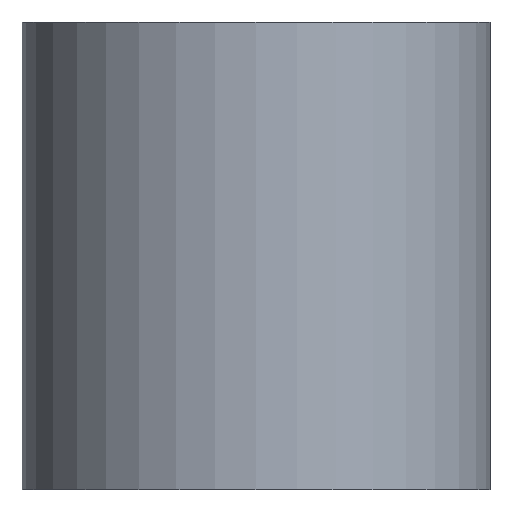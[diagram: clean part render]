
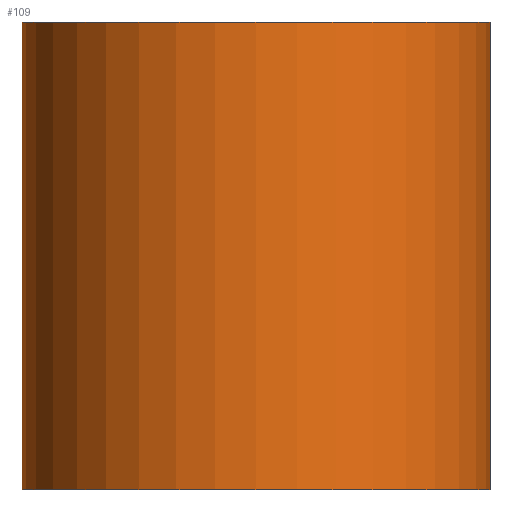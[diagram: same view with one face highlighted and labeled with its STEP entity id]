
A CAD part, front view. The second image highlights one B-rep face of the part: STEP entity #109.
In plain terms, the highlighted cylindrical face has radius 7.95 mm (diameter 15.9 mm), a partial arc.
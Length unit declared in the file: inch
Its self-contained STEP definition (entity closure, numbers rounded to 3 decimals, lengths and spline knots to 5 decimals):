
#7 = DIRECTION ( 'NONE',  ( 0., 0., -1. ) ) ;
#16 = CARTESIAN_POINT ( 'NONE',  ( 0.281, -0.78, -0.3125 ) ) ;
#22 = DIRECTION ( 'NONE',  ( 1., 0., 0. ) ) ;
#26 = CARTESIAN_POINT ( 'NONE',  ( 0.281, -0.78, 0.3125 ) ) ;
#27 = ORIENTED_EDGE ( 'NONE', *, *, #142, .F. ) ;
#39 = CARTESIAN_POINT ( 'NONE',  ( 0.281, -1.093, 0.3125 ) ) ;
#45 = DIRECTION ( 'NONE',  ( -1., 0., 0. ) ) ;
#47 = CARTESIAN_POINT ( 'NONE',  ( 0.281, -1.093, 0.3125 ) ) ;
#65 = CIRCLE ( 'NONE', #425, 0.313 ) ;
#86 = DIRECTION ( 'NONE',  ( 0., 0., -1. ) ) ;
#102 = EDGE_CURVE ( 'NONE', #160, #132, #65, .T. ) ;
#109 = ADVANCED_FACE ( 'NONE', ( #242 ), #356, .T. ) ;
#118 = AXIS2_PLACEMENT_3D ( 'NONE', #47, #386, #45 ) ;
#125 = VECTOR ( 'NONE', #530, 39.37008 ) ;
#132 = VERTEX_POINT ( 'NONE', #391 ) ;
#133 = CARTESIAN_POINT ( 'NONE',  ( -0.032, -1.093, 0.3125 ) ) ;
#135 = AXIS2_PLACEMENT_3D ( 'NONE', #471, #490, #477 ) ;
#142 = EDGE_CURVE ( 'NONE', #204, #428, #228, .T. ) ;
#160 = VERTEX_POINT ( 'NONE', #26 ) ;
#177 = EDGE_CURVE ( 'NONE', #160, #204, #324, .T. ) ;
#193 = EDGE_LOOP ( 'NONE', ( #27, #372, #263, #266 ) ) ;
#204 = VERTEX_POINT ( 'NONE', #16 ) ;
#228 = CIRCLE ( 'NONE', #135, 0.313 ) ;
#242 = FACE_OUTER_BOUND ( 'NONE', #193, .T. ) ;
#263 = ORIENTED_EDGE ( 'NONE', *, *, #102, .T. ) ;
#266 = ORIENTED_EDGE ( 'NONE', *, *, #452, .T. ) ;
#324 = LINE ( 'NONE', #541, #125 ) ;
#356 = CYLINDRICAL_SURFACE ( 'NONE', #118, 0.313 ) ;
#372 = ORIENTED_EDGE ( 'NONE', *, *, #177, .F. ) ;
#386 = DIRECTION ( 'NONE',  ( 0., 0., -1. ) ) ;
#391 = CARTESIAN_POINT ( 'NONE',  ( -0.032, -1.093, 0.3125 ) ) ;
#425 = AXIS2_PLACEMENT_3D ( 'NONE', #39, #7, #22 ) ;
#428 = VERTEX_POINT ( 'NONE', #463 ) ;
#452 = EDGE_CURVE ( 'NONE', #132, #428, #512, .T. ) ;
#463 = CARTESIAN_POINT ( 'NONE',  ( -0.032, -1.093, -0.3125 ) ) ;
#471 = CARTESIAN_POINT ( 'NONE',  ( 0.281, -1.093, -0.3125 ) ) ;
#477 = DIRECTION ( 'NONE',  ( 1., 0., 0. ) ) ;
#490 = DIRECTION ( 'NONE',  ( 0., 0., -1. ) ) ;
#512 = LINE ( 'NONE', #133, #540 ) ;
#530 = DIRECTION ( 'NONE',  ( 0., 0., -1. ) ) ;
#540 = VECTOR ( 'NONE', #86, 39.37008 ) ;
#541 = CARTESIAN_POINT ( 'NONE',  ( 0.281, -0.78, 0.3125 ) ) ;
